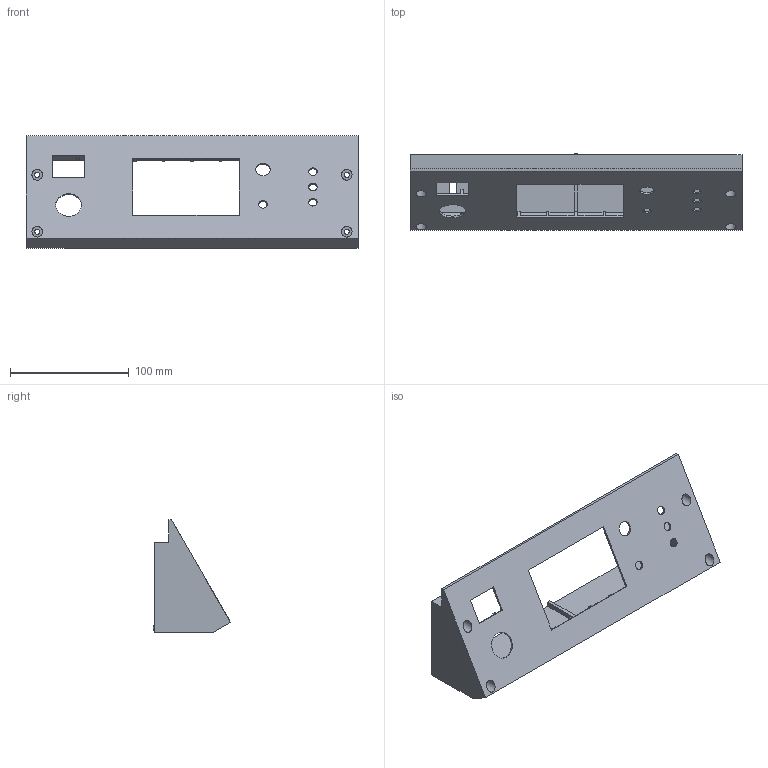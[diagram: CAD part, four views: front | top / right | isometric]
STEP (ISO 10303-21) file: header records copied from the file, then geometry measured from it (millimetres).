
FILE_DESCRIPTION(('FreeCAD Model'),'2;1');
FILE_NAME('Open CASCADE Shape Model','2022-05-06T08:40:18',(''),(''), 'Open CASCADE STEP processor 7.5','FreeCAD','Unknown');
FILE_SCHEMA(('AUTOMOTIVE_DESIGN { 1 0 10303 214 1 1 1 1 }'));
Length unit declared in the file: millimetre
Products named in the file (1): FrontPanel
Bounding box: 280 x 64.94 x 95 mm (x, y, z)
Volume: 132601.7 mm3; surface area: 120119.7 mm2
Topology: 1 solids, 1 shells, 213 faces, 587 edges, 378 vertices
Faces by surface type: plane 193, cylinder 20
Full cylindrical faces by diameter (mm): 4.3 x4, 7.2 x3, 7.3 x1, 9 x4, 12.2 x1, 22 x1
Entity records: 14483 total; most frequent: CARTESIAN_POINT 2529, DIRECTION 2234, LINE 1626, VECTOR 1626, ORIENTED_EDGE 1174, PCURVE 1174, DEFINITIONAL_REPRESENTATION 1174, EDGE_CURVE 587
